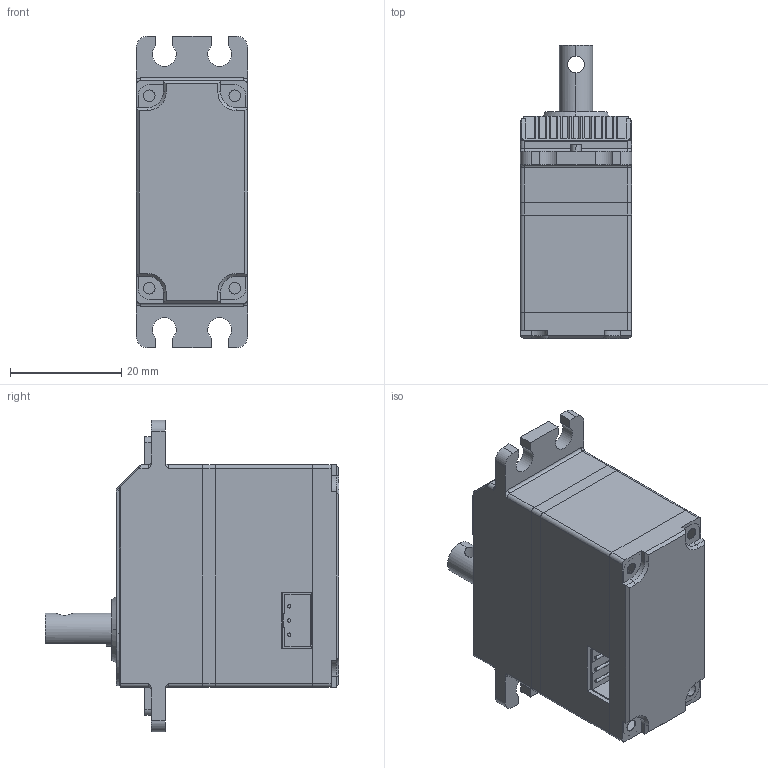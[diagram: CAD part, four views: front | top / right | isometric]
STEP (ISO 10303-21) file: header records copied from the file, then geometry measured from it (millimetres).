
FILE_DESCRIPTION (( 'STEP AP203' ), '1' );
FILE_NAME ('华馨京 25-50kg单轴舵机（D轴）-3D.STEP', '2024-07-26T06:04:54', ( 'Windows 用户' ), ( '' ), 'SwSTEP 2.0', 'SolidWorks 2021', '' );
FILE_SCHEMA (( 'CONFIG_CONTROL_DESIGN' ));
Length unit declared in the file: millimetre
Products named in the file (7): 442D下盖（单轴）.step; 华馨京 25-50kg单轴舵机（D轴）-3D; 442D笢裔郪璃; D倰怀堤喘.step; 442D上盖（单轴）.step; 442D笢僇; 3pin諉諳.step
Assembly tree (7 placements, depth 2):
  华馨京 25-50kg单轴舵机（D轴）-3D
    442D下盖（单轴）.step
    442D笢僇
    442D笢裔郪璃
    442D上盖（单轴）.step
    D倰怀堤喘.step
    3pin諉諳.step  x2
Bounding box: 20 x 52.8 x 56 mm (x, y, z)
Volume: 18006.9 mm3; surface area: 14250.7 mm2
Topology: 13 solids, 13 shells, 329 faces, 854 edges, 556 vertices
Faces by surface type: plane 215, cylinder 94, cone 9, torus 9, bspline 2
Entity records: 10590 total; most frequent: CARTESIAN_POINT 2252, ORIENTED_EDGE 1600, DIRECTION 1549, EDGE_CURVE 800, VECTOR 567, LINE 567, VERTEX_POINT 520, AXIS2_PLACEMENT_3D 491
